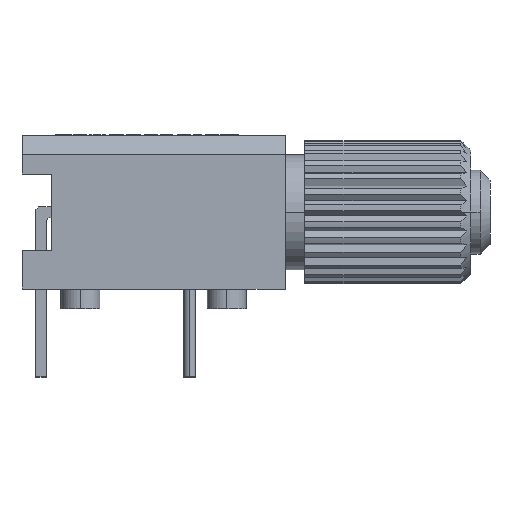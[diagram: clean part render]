
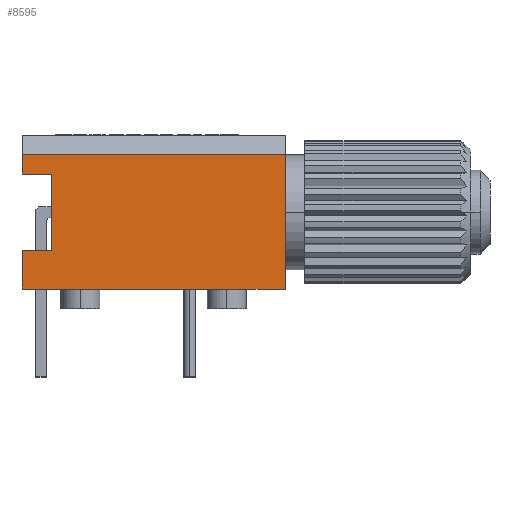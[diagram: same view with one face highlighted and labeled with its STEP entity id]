
A CAD part, top view. The second image highlights one B-rep face of the part: STEP entity #8595.
In plain terms, the highlighted planar face has unit normal (0, 0, 1).
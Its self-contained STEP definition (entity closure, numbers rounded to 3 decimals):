
#414 = VECTOR ( 'NONE', #12887, 1000. ) ;
#956 = CARTESIAN_POINT ( 'NONE',  ( 0., 6.9, 9. ) ) ;
#1023 = EDGE_CURVE ( 'NONE', #4093, #5546, #8408, .T. ) ;
#1698 = CARTESIAN_POINT ( 'NONE',  ( 0., 7.9, 9. ) ) ;
#1771 = CARTESIAN_POINT ( 'NONE',  ( 1.5, 4.95, 9. ) ) ;
#1929 = CARTESIAN_POINT ( 'NONE',  ( 6.75, 4.95, 9. ) ) ;
#2022 = VECTOR ( 'NONE', #13812, 1000. ) ;
#2072 = EDGE_LOOP ( 'NONE', ( #7992, #7406, #5670, #11338, #13400, #5370, #10619, #11314 ) ) ;
#2102 = EDGE_CURVE ( 'NONE', #13019, #12749, #4999, .T. ) ;
#2527 = VECTOR ( 'NONE', #4145, 1000. ) ;
#2695 = VECTOR ( 'NONE', #8457, 1000. ) ;
#2720 = VERTEX_POINT ( 'NONE', #1698 ) ;
#2903 = VECTOR ( 'NONE', #4730, 1000. ) ;
#3851 = DIRECTION ( 'NONE',  ( 0., -1., 0. ) ) ;
#3899 = CARTESIAN_POINT ( 'NONE',  ( 13.5, 1., 9. ) ) ;
#3989 = CARTESIAN_POINT ( 'NONE',  ( 13.5, 1., 9. ) ) ;
#4093 = VERTEX_POINT ( 'NONE', #12187 ) ;
#4145 = DIRECTION ( 'NONE',  ( 0., -1., 0. ) ) ;
#4483 = DIRECTION ( 'NONE',  ( 0., -1., 0. ) ) ;
#4614 = CARTESIAN_POINT ( 'NONE',  ( 0., 1., 9. ) ) ;
#4730 = DIRECTION ( 'NONE',  ( -1., 0., 0. ) ) ;
#4869 = PLANE ( 'NONE',  #6280 ) ;
#4914 = CARTESIAN_POINT ( 'NONE',  ( 1.5, 3., 9. ) ) ;
#4999 = LINE ( 'NONE', #1771, #2022 ) ;
#5030 = LINE ( 'NONE', #13706, #2695 ) ;
#5370 = ORIENTED_EDGE ( 'NONE', *, *, #6107, .T. ) ;
#5546 = VERTEX_POINT ( 'NONE', #3899 ) ;
#5670 = ORIENTED_EDGE ( 'NONE', *, *, #7934, .T. ) ;
#5963 = FACE_OUTER_BOUND ( 'NONE', #2072, .T. ) ;
#6107 = EDGE_CURVE ( 'NONE', #12300, #10877, #9951, .T. ) ;
#6280 = AXIS2_PLACEMENT_3D ( 'NONE', #1929, #6394, #10724 ) ;
#6394 = DIRECTION ( 'NONE',  ( 0., 0., 1. ) ) ;
#6433 = LINE ( 'NONE', #10895, #2527 ) ;
#7356 = VECTOR ( 'NONE', #3851, 1000. ) ;
#7406 = ORIENTED_EDGE ( 'NONE', *, *, #13413, .T. ) ;
#7934 = EDGE_CURVE ( 'NONE', #14223, #13019, #5030, .T. ) ;
#7992 = ORIENTED_EDGE ( 'NONE', *, *, #12291, .F. ) ;
#8284 = CARTESIAN_POINT ( 'NONE',  ( 0., 3., 9. ) ) ;
#8395 = CARTESIAN_POINT ( 'NONE',  ( 1.5, 6.9, 9. ) ) ;
#8408 = LINE ( 'NONE', #3989, #7356 ) ;
#8457 = DIRECTION ( 'NONE',  ( 1., 0., 0. ) ) ;
#8492 = CARTESIAN_POINT ( 'NONE',  ( 0., 1., 9. ) ) ;
#8595 = ADVANCED_FACE ( 'NONE', ( #5963 ), #4869, .T. ) ;
#8921 = CARTESIAN_POINT ( 'NONE',  ( 0., 4.95, 9. ) ) ;
#9951 = LINE ( 'NONE', #8921, #13793 ) ;
#10209 = CARTESIAN_POINT ( 'NONE',  ( 6.75, 3., 9. ) ) ;
#10351 = DIRECTION ( 'NONE',  ( 1., 0., 0. ) ) ;
#10619 = ORIENTED_EDGE ( 'NONE', *, *, #13490, .F. ) ;
#10724 = DIRECTION ( 'NONE',  ( 1., 0., 0. ) ) ;
#10738 = EDGE_CURVE ( 'NONE', #12749, #12300, #13678, .T. ) ;
#10877 = VERTEX_POINT ( 'NONE', #4614 ) ;
#10895 = CARTESIAN_POINT ( 'NONE',  ( 0., 4.95, 9. ) ) ;
#10957 = LINE ( 'NONE', #8492, #414 ) ;
#11314 = ORIENTED_EDGE ( 'NONE', *, *, #1023, .F. ) ;
#11338 = ORIENTED_EDGE ( 'NONE', *, *, #2102, .T. ) ;
#11608 = CARTESIAN_POINT ( 'NONE',  ( 10.125, 7.9, 9. ) ) ;
#12187 = CARTESIAN_POINT ( 'NONE',  ( 13.5, 7.9, 9. ) ) ;
#12291 = EDGE_CURVE ( 'NONE', #2720, #4093, #13608, .T. ) ;
#12300 = VERTEX_POINT ( 'NONE', #8284 ) ;
#12749 = VERTEX_POINT ( 'NONE', #4914 ) ;
#12887 = DIRECTION ( 'NONE',  ( -1., 0., 0. ) ) ;
#12908 = VECTOR ( 'NONE', #10351, 1000. ) ;
#13019 = VERTEX_POINT ( 'NONE', #8395 ) ;
#13400 = ORIENTED_EDGE ( 'NONE', *, *, #10738, .T. ) ;
#13413 = EDGE_CURVE ( 'NONE', #2720, #14223, #6433, .T. ) ;
#13490 = EDGE_CURVE ( 'NONE', #5546, #10877, #10957, .T. ) ;
#13608 = LINE ( 'NONE', #11608, #12908 ) ;
#13678 = LINE ( 'NONE', #10209, #2903 ) ;
#13706 = CARTESIAN_POINT ( 'NONE',  ( 0., 6.9, 9. ) ) ;
#13793 = VECTOR ( 'NONE', #4483, 1000. ) ;
#13812 = DIRECTION ( 'NONE',  ( 0., -1., 0. ) ) ;
#14223 = VERTEX_POINT ( 'NONE', #956 ) ;
